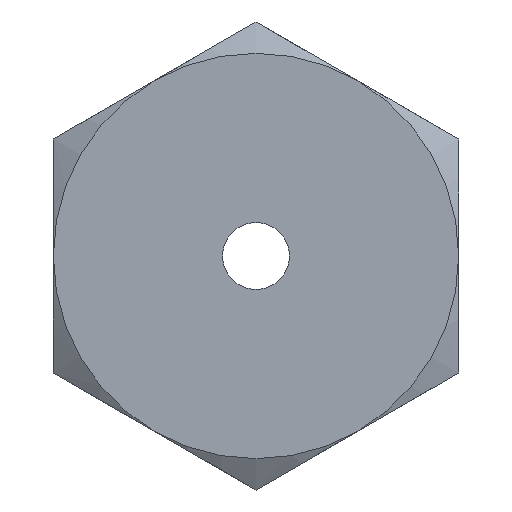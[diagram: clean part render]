
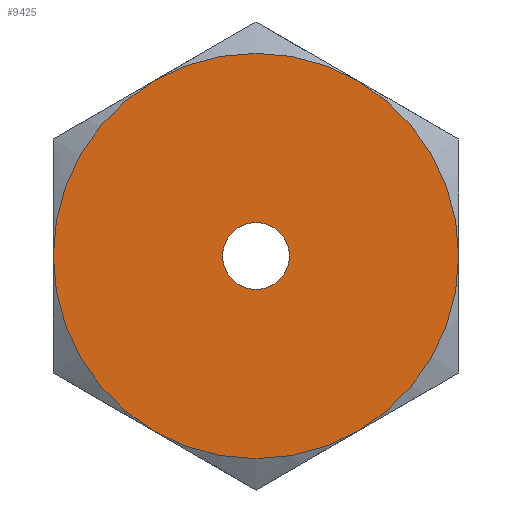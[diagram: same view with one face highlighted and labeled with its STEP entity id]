
A CAD part, left-side view. The second image highlights one B-rep face of the part: STEP entity #9425.
In plain terms, the highlighted planar face has unit normal (-1, 0, 0).
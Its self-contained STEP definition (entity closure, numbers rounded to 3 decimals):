
#4352=CARTESIAN_POINT('',(-3.5,2.,
-3.464));
#4379=CARTESIAN_POINT('',(-3.5,4.,
0.));
#4402=CARTESIAN_POINT('',(-3.5,2.,3.464));
#4426=CARTESIAN_POINT('',(-3.5,-2.,
3.464));
#4451=CARTESIAN_POINT('',(-3.5,-4.,
0.));
#4476=CARTESIAN_POINT('',(-3.5,-2.,
-3.464));
#4490=CARTESIAN_POINT('',(-3.5,0.,0.));
#4491=DIRECTION('',(-1.,0.,0.));
#4492=DIRECTION('',(0.,1.,0.));
#4493=AXIS2_PLACEMENT_3D('',#4490,#4491,#4492);
#4495=CARTESIAN_POINT('',(-3.5,0.,0.));
#4496=DIRECTION('',(-1.,0.,0.));
#4497=DIRECTION('',(0.,0.5,0.866));
#4498=AXIS2_PLACEMENT_3D('',#4495,#4496,#4497);
#4500=CARTESIAN_POINT('',(-3.5,0.,0.));
#4501=DIRECTION('',(-1.,0.,0.));
#4502=DIRECTION('',(0.,-0.5,0.866));
#4503=AXIS2_PLACEMENT_3D('',#4500,#4501,#4502);
#4505=CARTESIAN_POINT('',(-3.5,0.,0.));
#4506=DIRECTION('',(-1.,0.,0.));
#4507=DIRECTION('',(0.,-1.,0.));
#4508=AXIS2_PLACEMENT_3D('',#4505,#4506,#4507);
#4510=CARTESIAN_POINT('',(-3.5,0.,0.));
#4511=DIRECTION('',(-1.,0.,0.));
#4512=DIRECTION('',(0.,-0.5,-0.866));
#4513=AXIS2_PLACEMENT_3D('',#4510,#4511,#4512);
#4515=CARTESIAN_POINT('',(-3.5,0.,0.));
#4516=DIRECTION('',(-1.,0.,0.));
#4517=DIRECTION('',(0.,0.5,-0.866));
#4518=AXIS2_PLACEMENT_3D('',#4515,#4516,#4517);
#4520=CARTESIAN_POINT('',(-3.5,0.,0.));
#4521=DIRECTION('',(1.,0.,0.));
#4522=DIRECTION('',(0.,-1.,0.));
#4523=AXIS2_PLACEMENT_3D('',#4520,#4521,#4522);
#4525=CARTESIAN_POINT('',(-3.5,0.,0.));
#4526=DIRECTION('',(1.,0.,0.));
#4527=DIRECTION('',(0.,1.,0.));
#4528=AXIS2_PLACEMENT_3D('',#4525,#4526,#4527);
#4727=VERTEX_POINT('',#4352);
#4729=VERTEX_POINT('',#4379);
#4732=VERTEX_POINT('',#4402);
#4734=VERTEX_POINT('',#4426);
#4736=VERTEX_POINT('',#4451);
#4737=VERTEX_POINT('',#4476);
#4770=CARTESIAN_POINT('',(-3.5,-0.66,0.));
#4771=CARTESIAN_POINT('',(-3.5,0.66,0.));
#4772=VERTEX_POINT('',#4770);
#4773=VERTEX_POINT('',#4771);
#9403=CARTESIAN_POINT('',(-3.5,0.,0.));
#9404=DIRECTION('',(1.,0.,0.));
#9405=DIRECTION('',(0.,1.,0.));
#9406=AXIS2_PLACEMENT_3D('',#9403,#9404,#9405);
#9407=PLANE('',#9406);
#9408=ORIENTED_EDGE('',*,*,#9374,.F.);
#9410=ORIENTED_EDGE('',*,*,#9409,.F.);
#9412=ORIENTED_EDGE('',*,*,#9411,.F.);
#9414=ORIENTED_EDGE('',*,*,#9413,.F.);
#9415=ORIENTED_EDGE('',*,*,#9398,.F.);
#9416=ORIENTED_EDGE('',*,*,#9385,.F.);
#9417=EDGE_LOOP('',(#9408,#9410,#9412,#9414,#9415,#9416));
#9418=FACE_OUTER_BOUND('',#9417,.F.);
#9420=ORIENTED_EDGE('',*,*,#9419,.F.);
#9422=ORIENTED_EDGE('',*,*,#9421,.F.);
#9423=EDGE_LOOP('',(#9420,#9422));
#9424=FACE_BOUND('',#9423,.F.);
#4494=CIRCLE('',#4493,4.);
#4499=CIRCLE('',#4498,4.);
#4504=CIRCLE('',#4503,4.);
#4509=CIRCLE('',#4508,4.);
#4514=CIRCLE('',#4513,4.);
#4519=CIRCLE('',#4518,4.);
#4524=CIRCLE('',#4523,0.66);
#4529=CIRCLE('',#4528,0.66);
#9374=EDGE_CURVE('',#4729,#4727,#4494,.T.);
#9385=EDGE_CURVE('',#4727,#4737,#4519,.T.);
#9398=EDGE_CURVE('',#4737,#4736,#4514,.T.);
#9409=EDGE_CURVE('',#4732,#4729,#4499,.T.);
#9411=EDGE_CURVE('',#4734,#4732,#4504,.T.);
#9413=EDGE_CURVE('',#4736,#4734,#4509,.T.);
#9419=EDGE_CURVE('',#4772,#4773,#4524,.T.);
#9421=EDGE_CURVE('',#4773,#4772,#4529,.T.);
#9425=ADVANCED_FACE('',(#9418,#9424),#9407,.F.);
